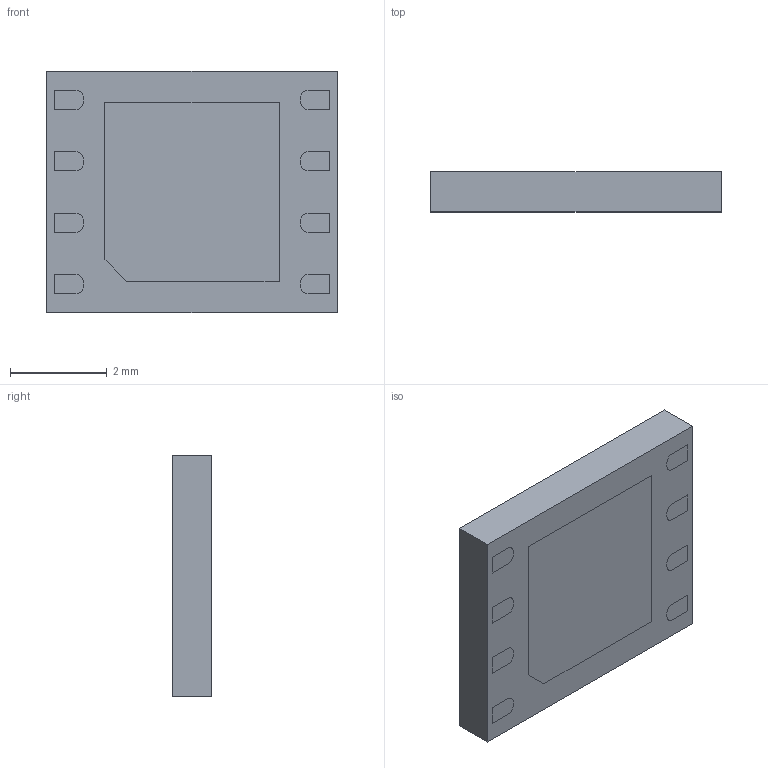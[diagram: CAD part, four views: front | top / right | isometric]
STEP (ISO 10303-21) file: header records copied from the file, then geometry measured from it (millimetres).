
FILE_DESCRIPTION (( 'STEP AP214' ), '1' );
FILE_NAME ('SIM-E-MFF2-GL-250.STEP', '2022-01-17T07:24:49', ( '' ), ( '' ), 'SwSTEP 2.0', 'SolidWorks 2017', '' );
FILE_SCHEMA (( 'AUTOMOTIVE_DESIGN' ));
Length unit declared in the file: millimetre
Products named in the file (1): SIM-E-MFF2-GL-250
Bounding box: 6 x 0.82 x 5 mm (x, y, z)
Volume: 24.6 mm3; surface area: 114.9 mm2
Topology: 11 solids, 11 shells, 146 faces, 342 edges, 228 vertices
Faces by surface type: plane 110, cylinder 36
Entity records: 4282 total; most frequent: CARTESIAN_POINT 717, DIRECTION 708, ORIENTED_EDGE 684, EDGE_CURVE 342, LINE 270, VECTOR 270, VERTEX_POINT 228, AXIS2_PLACEMENT_3D 219
